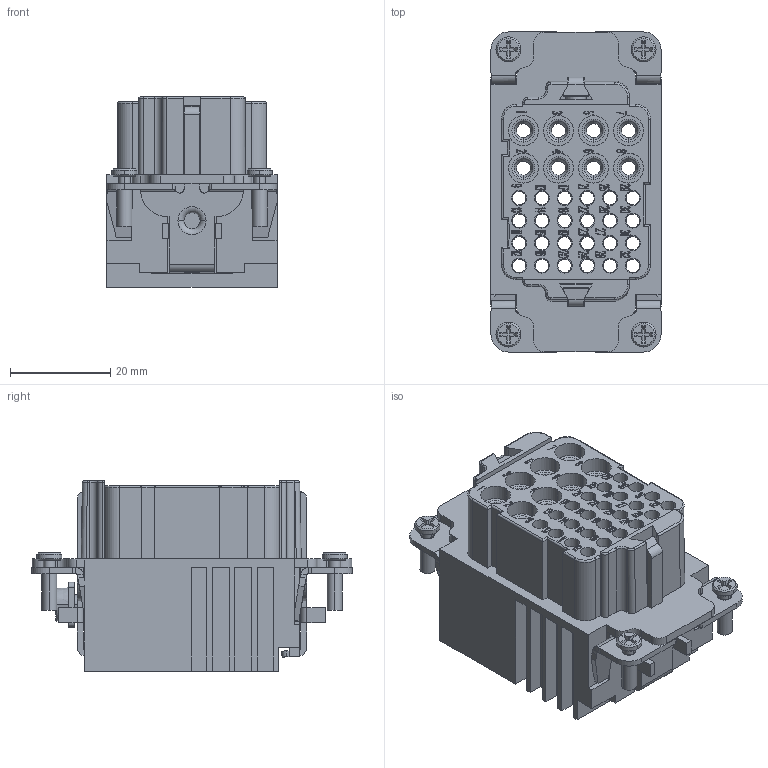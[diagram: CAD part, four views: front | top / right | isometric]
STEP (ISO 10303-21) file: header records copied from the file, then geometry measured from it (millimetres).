
FILE_DESCRIPTION((''),'2;1');
FILE_NAME('002','2017-09-02T',('tl.yang'),(''),'PRO/ENGINEER BY PARAMETRIC TECHNOLOGY CORPORATION, 2011500','PRO/ENGINEER BY PARAMETRIC TECHNOLOGY CORPORATION, 2011500','');
FILE_SCHEMA(('CONFIG_CONTROL_DESIGN'));
Products named in the file (1): 002
Bounding box: 34 x 64 x 38 mm (x, y, z)
Volume: 36588.9 mm3; surface area: 27292.5 mm2
Topology: 1 solids, 1 shells, 4419 faces, 12601 edges, 8382 vertices
Faces by surface type: plane 3973, cylinder 346, bspline 36, cone 34, torus 30
Entity records: 142970 total; most frequent: CARTESIAN_POINT 26986, ORIENTED_EDGE 25202, DIRECTION 22027, EDGE_CURVE 12601, VECTOR 11687, LINE 11687, VERTEX_POINT 8382, AXIS2_PLACEMENT_3D 5170
